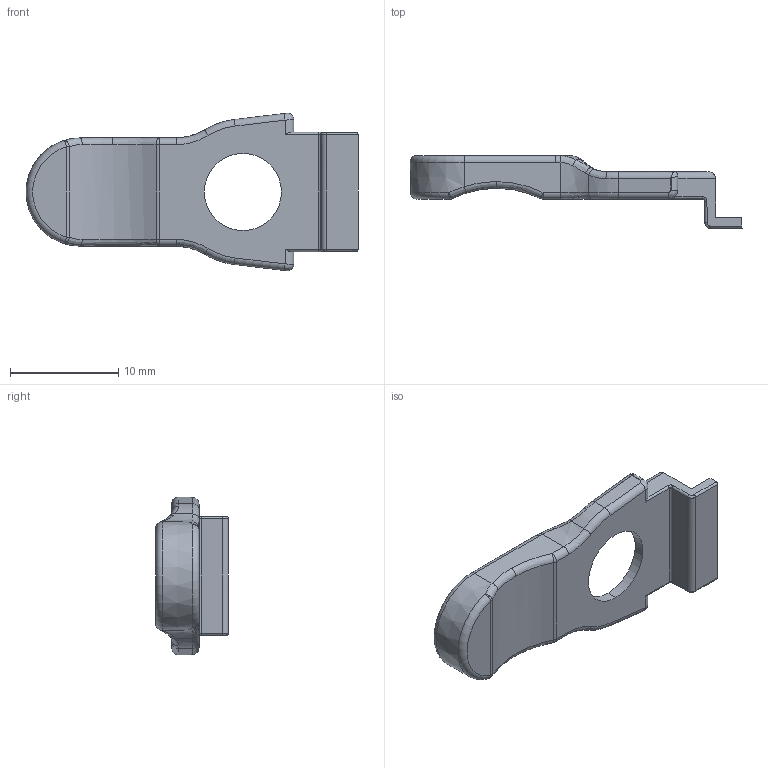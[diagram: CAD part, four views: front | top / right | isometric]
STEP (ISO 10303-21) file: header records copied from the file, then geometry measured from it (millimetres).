
FILE_DESCRIPTION (( 'STEP AP203' ), '1' );
FILE_NAME ('2114-F.STEP', '2016-11-22T14:27:24', ( '' ), ( '' ), 'SwSTEP 2.0', 'SolidWorks 2016', '' );
FILE_SCHEMA (( 'CONFIG_CONTROL_DESIGN' ));
Length unit declared in the file: millimetre
Products named in the file (1): 2114-F
Bounding box: 30.6 x 6.7 x 14.53 mm (x, y, z)
Volume: 661.8 mm3; surface area: 1043 mm2
Topology: 1 solids, 1 shells, 133 faces, 327 edges, 192 vertices
Faces by surface type: cylinder 41, bspline 35, plane 30, torus 12, cone 11, sphere 4
Entity records: 4399 total; most frequent: CARTESIAN_POINT 1555, ORIENTED_EDGE 642, DIRECTION 520, EDGE_CURVE 321, AXIS2_PLACEMENT_3D 205, VERTEX_POINT 192, EDGE_LOOP 137, ADVANCED_FACE 133
